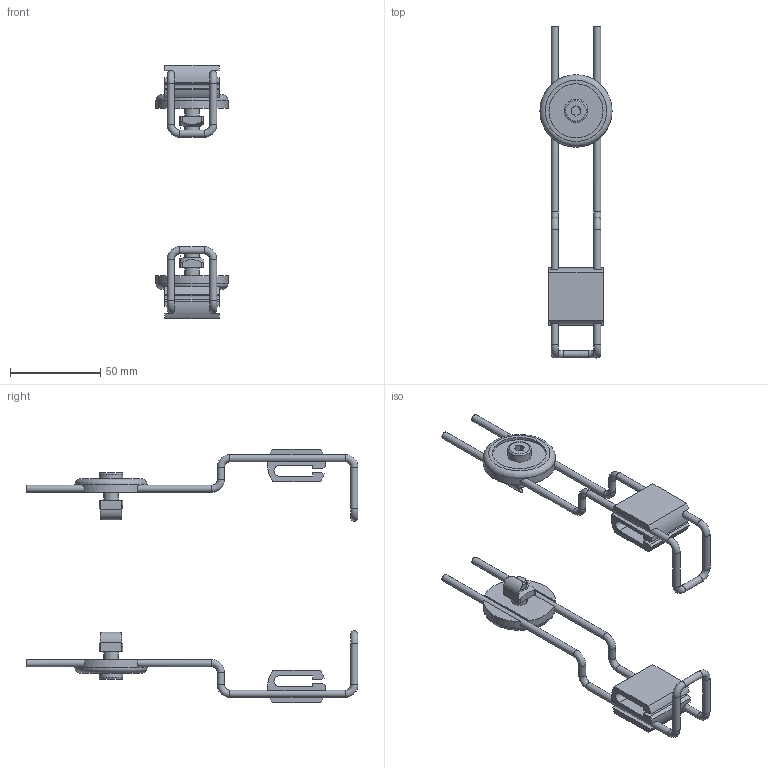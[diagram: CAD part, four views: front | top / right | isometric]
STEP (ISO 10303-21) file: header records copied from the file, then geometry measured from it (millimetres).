
FILE_DESCRIPTION(/* description */ ('Montagesatz für Tropfrinne'),/* implementation_level */ '2;1');
FILE_NAME(/* name */ 'ZEI_CAD_290780-0-REV01_#SALL_#AIN_#V1.step',/* time_stamp */ '2022-10-10T07:05:27+02:00',/* author */ ('MiniTec'),/* organization */ ('MiniTec GmbH & Co.KG'),/* preprocessor_version */ 'ST-DEVELOPER v18.1',/* originating_system */ 'Autodesk Inventor 2021',/* authorisation */ '');
FILE_SCHEMA (('CONFIG_CONTROL_DESIGN'));
Length unit declared in the file: millimetre
Products named in the file (7): 29-0780-0BZ.001; leer; leer_1; leer_2; leer_3; leer_4; 21-1351-2FZ.005
Assembly tree (10 placements, depth 3):
  29-0780-0BZ.001
    leer  x2
      leer_1
      leer_2
    leer_3  x2
    leer_4  x2
    21-1351-2FZ.005  x2
Bounding box: 40 x 184 x 140.76 mm (x, y, z)
Volume: 51604.8 mm3; surface area: 34798.7 mm2
Topology: 10 solids, 10 shells, 186 faces, 506 edges, 344 vertices
Faces by surface type: plane 96, cylinder 62, torus 22, cone 6
Full cylindrical faces by diameter (mm): 4 x18, 8 x4, 9 x2, 13 x2, 30 x2, 40 x2
Entity records: 3452 total; most frequent: CARTESIAN_POINT 792, DIRECTION 522, ORIENTED_EDGE 504, EDGE_CURVE 252, AXIS2_PLACEMENT_3D 199, VERTEX_POINT 172, LINE 124, VECTOR 124
